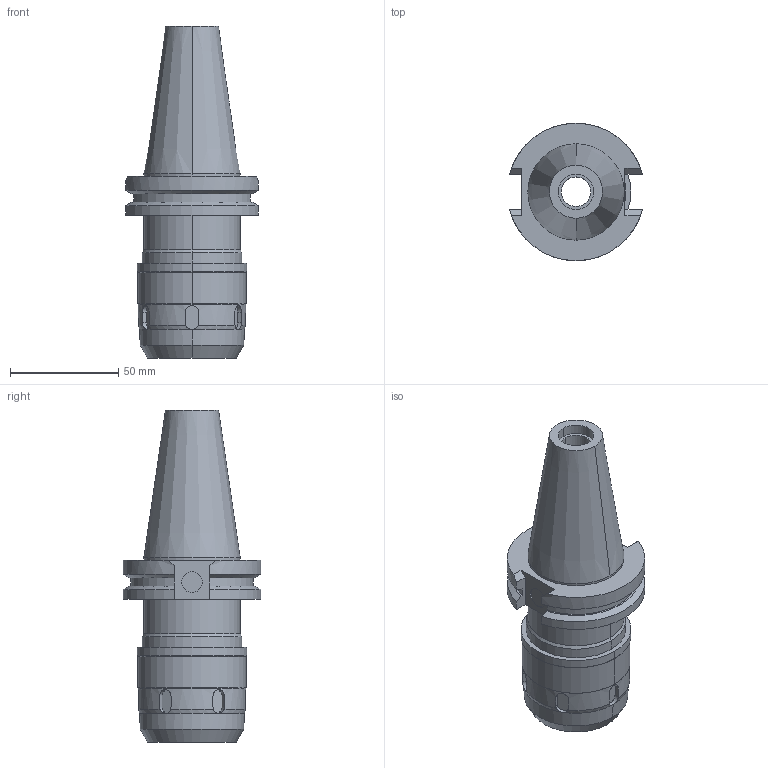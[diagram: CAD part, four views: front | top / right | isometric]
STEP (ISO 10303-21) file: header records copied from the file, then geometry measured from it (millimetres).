
FILE_DESCRIPTION((''),'2;1');
FILE_NAME('BCV40-HMC20S-85','2018-04-16T',('ykawabe'),(''),'CREO PARAMETRIC BY PTC INC, 2016380','CREO PARAMETRIC BY PTC INC, 2016380','');
FILE_SCHEMA(('AUTOMOTIVE_DESIGN { 1 0 10303 214 1 1 1 1 }'));
Length unit declared in the file: millimetre
Products named in the file (1): BCV40-HMC20S-85
Bounding box: 61.35 x 63.5 x 153.25 mm (x, y, z)
Volume: 195038.9 mm3; surface area: 35722.9 mm2
Topology: 1 solids, 1 shells, 106 faces, 308 edges, 212 vertices
Faces by surface type: plane 42, cylinder 42, cone 22
Entity records: 4817 total; most frequent: CARTESIAN_POINT 923, ORIENTED_EDGE 616, DIRECTION 590, PRESENTATION_STYLE_ASSIGNMENT 313, STYLED_ITEM 313, CURVE_STYLE 312, EDGE_CURVE 308, AXIS2_PLACEMENT_3D 231
